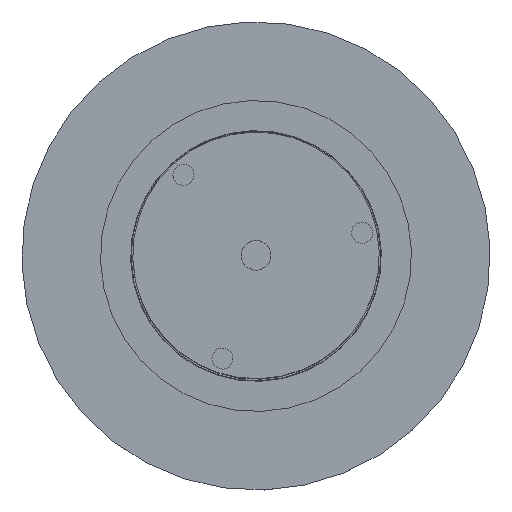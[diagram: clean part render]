
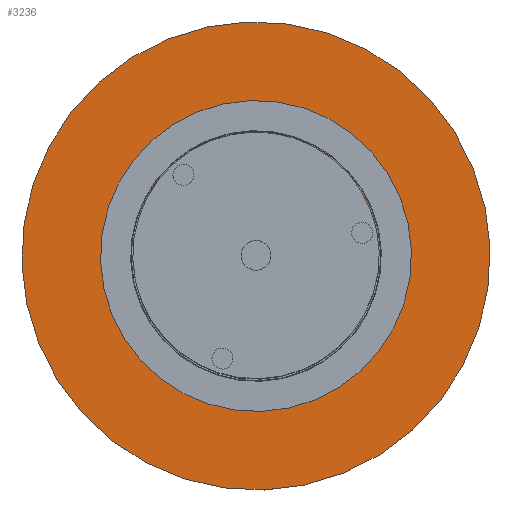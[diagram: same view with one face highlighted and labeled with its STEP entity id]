
A CAD part, top view. The second image highlights one B-rep face of the part: STEP entity #3236.
In plain terms, the highlighted face is planar.
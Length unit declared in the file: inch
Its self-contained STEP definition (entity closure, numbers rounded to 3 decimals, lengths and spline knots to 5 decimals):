
#320=PLANE('',#3801);
#564=FACE_OUTER_BOUND('',#936,.T.);
#936=EDGE_LOOP('',(#2790));
#1434=CIRCLE('',#3799,2.95276);
#1682=VERTEX_POINT('',#5777);
#2051=EDGE_CURVE('',#1682,#1682,#1434,.T.);
#2790=ORIENTED_EDGE('',*,*,#2051,.T.);
#3236=ADVANCED_FACE('',(#564),#320,.T.);
#3799=AXIS2_PLACEMENT_3D('',#5778,#4899,#4900);
#3801=AXIS2_PLACEMENT_3D('',#5782,#4904,#4905);
#4899=DIRECTION('center_axis',(0.,1.,0.));
#4900=DIRECTION('ref_axis',(1.,0.,0.));
#4904=DIRECTION('center_axis',(0.,1.,0.));
#4905=DIRECTION('ref_axis',(1.,0.,0.));
#5777=CARTESIAN_POINT('',(-2.95276,0.06299,0.));
#5778=CARTESIAN_POINT('Origin',(0.,0.06299,0.));
#5782=CARTESIAN_POINT('Origin',(0.,0.06299,0.));
